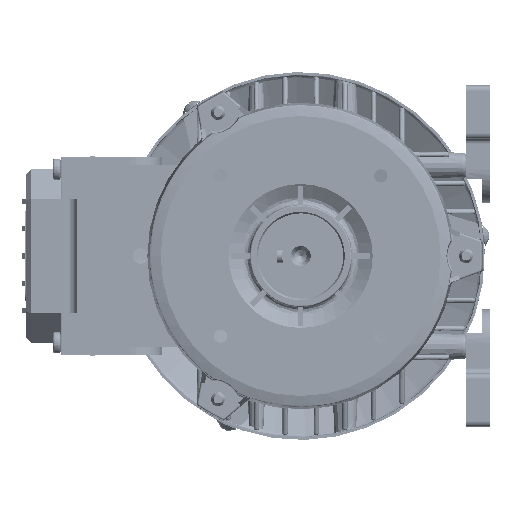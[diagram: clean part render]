
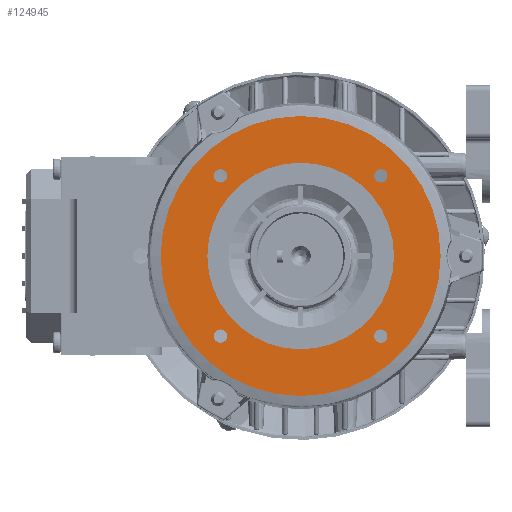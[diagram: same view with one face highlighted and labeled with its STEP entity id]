
A CAD part, left-side view. The second image highlights one B-rep face of the part: STEP entity #124945.
In plain terms, the highlighted planar face has unit normal (-1, 0, 0).
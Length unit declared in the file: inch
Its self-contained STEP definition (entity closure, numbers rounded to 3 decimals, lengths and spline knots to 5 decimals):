
#477 = AXIS2_PLACEMENT_3D ( 'NONE', #75937, #52808, #25646 ) ;
#1324 = CARTESIAN_POINT ( 'NONE',  ( -3.56299, 2.06693, 0. ) ) ;
#2726 = VERTEX_POINT ( 'NONE', #38446 ) ;
#2842 = ORIENTED_EDGE ( 'NONE', *, *, #59692, .F. ) ;
#3655 = CIRCLE ( 'NONE', #22167, 0.09843 ) ;
#3722 = VERTEX_POINT ( 'NONE', #73975 ) ;
#3856 = DIRECTION ( 'NONE',  ( 0., 1., 0. ) ) ;
#4867 = VERTEX_POINT ( 'NONE', #1324 ) ;
#5655 = VERTEX_POINT ( 'NONE', #7237 ) ;
#7237 = CARTESIAN_POINT ( 'NONE',  ( -3.56299, -1.28158, 1.18315 ) ) ;
#8118 = CIRCLE ( 'NONE', #160798, 1.37795 ) ;
#10346 = CIRCLE ( 'NONE', #107840, 0.09843 ) ;
#12608 = VERTEX_POINT ( 'NONE', #29959 ) ;
#16760 = ORIENTED_EDGE ( 'NONE', *, *, #22363, .F. ) ;
#20714 = AXIS2_PLACEMENT_3D ( 'NONE', #143945, #29384, #3856 ) ;
#21591 = DIRECTION ( 'NONE',  ( -1., 0., 0. ) ) ;
#21632 = DIRECTION ( 'NONE',  ( 0., 1., 0. ) ) ;
#21849 = ORIENTED_EDGE ( 'NONE', *, *, #47879, .F. ) ;
#22167 = AXIS2_PLACEMENT_3D ( 'NONE', #66180, #133216, #29413 ) ;
#22363 = EDGE_CURVE ( 'NONE', #5655, #105700, #104494, .T. ) ;
#25010 = EDGE_CURVE ( 'NONE', #3722, #2726, #136574, .T. ) ;
#25329 = DIRECTION ( 'NONE',  ( 0., 1., 0. ) ) ;
#25646 = DIRECTION ( 'NONE',  ( 0., 1., 0. ) ) ;
#26442 = FACE_BOUND ( 'NONE', #146417, .T. ) ;
#26923 = DIRECTION ( 'NONE',  ( 1., 0., 0. ) ) ;
#26990 = EDGE_CURVE ( 'NONE', #2726, #3722, #144781, .T. ) ;
#28163 = VERTEX_POINT ( 'NONE', #64269 ) ;
#29384 = DIRECTION ( 'NONE',  ( -1., 0., 0. ) ) ;
#29413 = DIRECTION ( 'NONE',  ( 0., 1., 0. ) ) ;
#29959 = CARTESIAN_POINT ( 'NONE',  ( -3.56299, 1.08473, -1.18315 ) ) ;
#30537 = DIRECTION ( 'NONE',  ( -1., 0., 0. ) ) ;
#30680 = CIRCLE ( 'NONE', #83338, 0.09843 ) ;
#32366 = DIRECTION ( 'NONE',  ( 0., 1., 0. ) ) ;
#33412 = AXIS2_PLACEMENT_3D ( 'NONE', #161682, #72737, #137777 ) ;
#35786 = ORIENTED_EDGE ( 'NONE', *, *, #55281, .F. ) ;
#36736 = EDGE_CURVE ( 'NONE', #129061, #4867, #58870, .T. ) ;
#37996 = PLANE ( 'NONE',  #477 ) ;
#38358 = AXIS2_PLACEMENT_3D ( 'NONE', #157267, #93057, #106196 ) ;
#38446 = CARTESIAN_POINT ( 'NONE',  ( -3.56299, -1.08473, -1.18315 ) ) ;
#39892 = EDGE_LOOP ( 'NONE', ( #35786, #21849 ) ) ;
#41514 = CARTESIAN_POINT ( 'NONE',  ( -3.56299, 1.18315, -1.18315 ) ) ;
#42836 = CIRCLE ( 'NONE', #137543, 0.09843 ) ;
#44060 = VERTEX_POINT ( 'NONE', #64684 ) ;
#44127 = DIRECTION ( 'NONE',  ( 0., 1., 0. ) ) ;
#45233 = ORIENTED_EDGE ( 'NONE', *, *, #26990, .F. ) ;
#45265 = EDGE_CURVE ( 'NONE', #105700, #5655, #42836, .T. ) ;
#46995 = DIRECTION ( 'NONE',  ( -1., 0., 0. ) ) ;
#47879 = EDGE_CURVE ( 'NONE', #85030, #123310, #10346, .T. ) ;
#50902 = ORIENTED_EDGE ( 'NONE', *, *, #52745, .F. ) ;
#52006 = FACE_BOUND ( 'NONE', #84766, .T. ) ;
#52329 = ORIENTED_EDGE ( 'NONE', *, *, #110587, .F. ) ;
#52745 = EDGE_CURVE ( 'NONE', #123263, #44060, #8118, .T. ) ;
#52808 = DIRECTION ( 'NONE',  ( 1., 0., 0. ) ) ;
#55272 = CARTESIAN_POINT ( 'NONE',  ( -3.56299, 1.18315, 1.18315 ) ) ;
#55281 = EDGE_CURVE ( 'NONE', #123310, #85030, #142924, .T. ) ;
#56159 = ORIENTED_EDGE ( 'NONE', *, *, #25010, .F. ) ;
#56295 = CARTESIAN_POINT ( 'NONE',  ( -3.56299, 0., 0. ) ) ;
#58870 = CIRCLE ( 'NONE', #122039, 2.06693 ) ;
#59692 = EDGE_CURVE ( 'NONE', #4867, #129061, #109434, .T. ) ;
#64269 = CARTESIAN_POINT ( 'NONE',  ( -3.56299, 1.28158, -1.18315 ) ) ;
#64684 = CARTESIAN_POINT ( 'NONE',  ( -3.56299, 1.37795, 0. ) ) ;
#66180 = CARTESIAN_POINT ( 'NONE',  ( -3.56299, 1.18315, -1.18315 ) ) ;
#67856 = CARTESIAN_POINT ( 'NONE',  ( -3.56299, 0., 0. ) ) ;
#72737 = DIRECTION ( 'NONE',  ( -1., 0., 0. ) ) ;
#73665 = EDGE_LOOP ( 'NONE', ( #118220, #113122 ) ) ;
#73975 = CARTESIAN_POINT ( 'NONE',  ( -3.56299, -1.28158, -1.18315 ) ) ;
#75495 = EDGE_LOOP ( 'NONE', ( #2842, #126038 ) ) ;
#75937 = CARTESIAN_POINT ( 'NONE',  ( -3.56299, 0., 1.37795 ) ) ;
#76643 = CARTESIAN_POINT ( 'NONE',  ( -3.56299, -2.06693, 0. ) ) ;
#80821 = DIRECTION ( 'NONE',  ( 0., 1., 0. ) ) ;
#82380 = AXIS2_PLACEMENT_3D ( 'NONE', #135344, #160073, #21632 ) ;
#83338 = AXIS2_PLACEMENT_3D ( 'NONE', #41514, #117311, #102570 ) ;
#84766 = EDGE_LOOP ( 'NONE', ( #103031, #16760 ) ) ;
#85030 = VERTEX_POINT ( 'NONE', #156432 ) ;
#93057 = DIRECTION ( 'NONE',  ( 1., 0., 0. ) ) ;
#100663 = FACE_BOUND ( 'NONE', #73665, .T. ) ;
#102283 = FACE_BOUND ( 'NONE', #39892, .T. ) ;
#102570 = DIRECTION ( 'NONE',  ( 0., 1., 0. ) ) ;
#103020 = AXIS2_PLACEMENT_3D ( 'NONE', #67856, #118893, #32366 ) ;
#103031 = ORIENTED_EDGE ( 'NONE', *, *, #45265, .F. ) ;
#104494 = CIRCLE ( 'NONE', #33412, 0.09843 ) ;
#105700 = VERTEX_POINT ( 'NONE', #139485 ) ;
#106196 = DIRECTION ( 'NONE',  ( 0., 1., 0. ) ) ;
#106544 = DIRECTION ( 'NONE',  ( 0., 1., 0. ) ) ;
#106782 = DIRECTION ( 'NONE',  ( -1., 0., 0. ) ) ;
#107840 = AXIS2_PLACEMENT_3D ( 'NONE', #55272, #30537, #80821 ) ;
#109434 = CIRCLE ( 'NONE', #38358, 2.06693 ) ;
#110587 = EDGE_CURVE ( 'NONE', #44060, #123263, #131899, .T. ) ;
#111209 = DIRECTION ( 'NONE',  ( 0., 1., 0. ) ) ;
#113122 = ORIENTED_EDGE ( 'NONE', *, *, #144951, .F. ) ;
#115101 = CARTESIAN_POINT ( 'NONE',  ( -3.56299, 0., 0. ) ) ;
#115149 = EDGE_CURVE ( 'NONE', #28163, #12608, #3655, .T. ) ;
#117311 = DIRECTION ( 'NONE',  ( -1., 0., 0. ) ) ;
#118220 = ORIENTED_EDGE ( 'NONE', *, *, #115149, .F. ) ;
#118893 = DIRECTION ( 'NONE',  ( -1., 0., 0. ) ) ;
#122039 = AXIS2_PLACEMENT_3D ( 'NONE', #115101, #26923, #25329 ) ;
#123263 = VERTEX_POINT ( 'NONE', #141680 ) ;
#123310 = VERTEX_POINT ( 'NONE', #144949 ) ;
#123692 = AXIS2_PLACEMENT_3D ( 'NONE', #156209, #106782, #44127 ) ;
#124945 = ADVANCED_FACE ( 'NONE', ( #26442, #126142, #100663, #102283, #52006, #153323 ), #37996, .F. ) ;
#126038 = ORIENTED_EDGE ( 'NONE', *, *, #36736, .F. ) ;
#126142 = FACE_OUTER_BOUND ( 'NONE', #75495, .T. ) ;
#129061 = VERTEX_POINT ( 'NONE', #76643 ) ;
#131899 = CIRCLE ( 'NONE', #103020, 1.37795 ) ;
#133216 = DIRECTION ( 'NONE',  ( -1., 0., 0. ) ) ;
#135344 = CARTESIAN_POINT ( 'NONE',  ( -3.56299, 1.18315, 1.18315 ) ) ;
#136574 = CIRCLE ( 'NONE', #20714, 0.09843 ) ;
#137543 = AXIS2_PLACEMENT_3D ( 'NONE', #149933, #46995, #111209 ) ;
#137777 = DIRECTION ( 'NONE',  ( 0., 1., 0. ) ) ;
#139485 = CARTESIAN_POINT ( 'NONE',  ( -3.56299, -1.08473, 1.18315 ) ) ;
#141680 = CARTESIAN_POINT ( 'NONE',  ( -3.56299, -1.37795, 0. ) ) ;
#142915 = EDGE_LOOP ( 'NONE', ( #45233, #56159 ) ) ;
#142924 = CIRCLE ( 'NONE', #82380, 0.09843 ) ;
#143945 = CARTESIAN_POINT ( 'NONE',  ( -3.56299, -1.18315, -1.18315 ) ) ;
#144781 = CIRCLE ( 'NONE', #123692, 0.09843 ) ;
#144949 = CARTESIAN_POINT ( 'NONE',  ( -3.56299, 1.28158, 1.18315 ) ) ;
#144951 = EDGE_CURVE ( 'NONE', #12608, #28163, #30680, .T. ) ;
#146417 = EDGE_LOOP ( 'NONE', ( #52329, #50902 ) ) ;
#149933 = CARTESIAN_POINT ( 'NONE',  ( -3.56299, -1.18315, 1.18315 ) ) ;
#153323 = FACE_BOUND ( 'NONE', #142915, .T. ) ;
#156209 = CARTESIAN_POINT ( 'NONE',  ( -3.56299, -1.18315, -1.18315 ) ) ;
#156432 = CARTESIAN_POINT ( 'NONE',  ( -3.56299, 1.08473, 1.18315 ) ) ;
#157267 = CARTESIAN_POINT ( 'NONE',  ( -3.56299, 0., 0. ) ) ;
#160073 = DIRECTION ( 'NONE',  ( -1., 0., 0. ) ) ;
#160798 = AXIS2_PLACEMENT_3D ( 'NONE', #56295, #21591, #106544 ) ;
#161682 = CARTESIAN_POINT ( 'NONE',  ( -3.56299, -1.18315, 1.18315 ) ) ;
